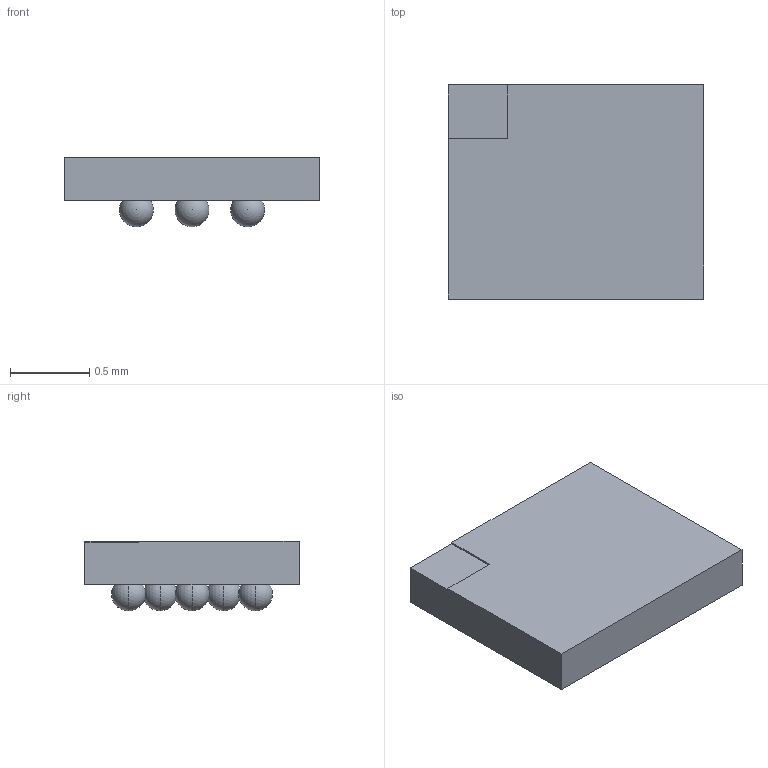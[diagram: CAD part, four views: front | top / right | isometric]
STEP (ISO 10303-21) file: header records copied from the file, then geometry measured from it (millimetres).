
FILE_DESCRIPTION (( 'STEP AP214' ), '1' );
FILE_NAME ('RENESAS_WLCSP-8_1.6x1.35x0.25mm_P0.4mm_Ball0.21mm.STEP', '2025-05-27T18:37:59', ( '' ), ( '' ), 'SwSTEP 2.0', 'SolidWorks 2023', '' );
FILE_SCHEMA (( 'AUTOMOTIVE_DESIGN' ));
Length unit declared in the file: millimetre
Products named in the file (1): RENESAS_WLCSP-8_1.6x1.35x0.25mm_P0.4mm_Ball0.21mm
Bounding box: 1.61 x 1.35 x 0.44 mm (x, y, z)
Volume: 0.6 mm3; surface area: 6.6 mm2
Topology: 1 solids, 1 shells, 25 faces, 93 edges, 62 vertices
Faces by surface type: sphere 16, plane 9
Entity records: 968 total; most frequent: DIRECTION 137, CARTESIAN_POINT 117, ORIENTED_EDGE 106, AXIS2_PLACEMENT_3D 58, EDGE_CURVE 53, VERTEX_POINT 38, EDGE_LOOP 33, CIRCLE 32
